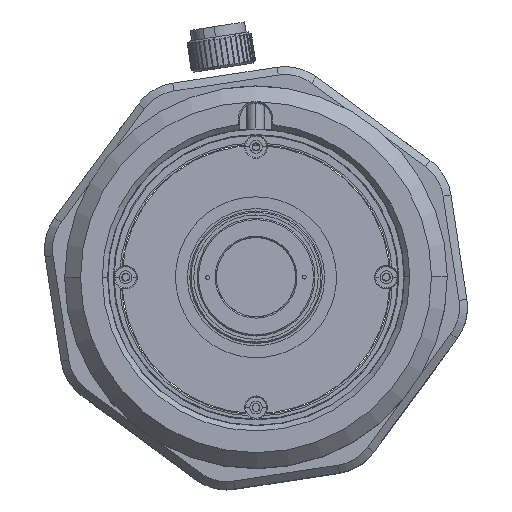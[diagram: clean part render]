
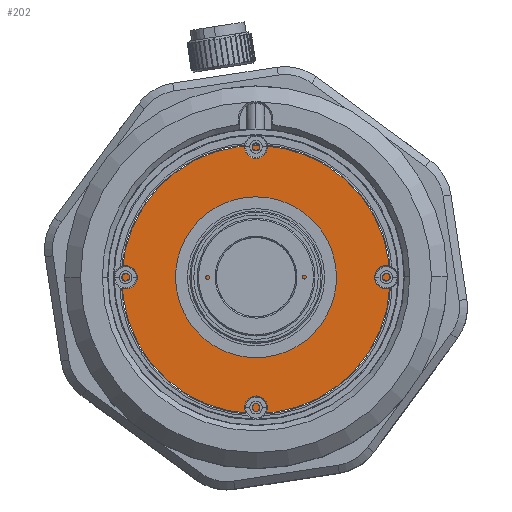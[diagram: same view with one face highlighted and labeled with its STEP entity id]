
A CAD part, top view. The second image highlights one B-rep face of the part: STEP entity #202.
In plain terms, the highlighted planar face has unit normal (0, 0, -1).
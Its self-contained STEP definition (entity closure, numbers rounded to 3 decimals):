
#145=CARTESIAN_POINT('',(0.,0.,-247.4));
#146=DIRECTION('',(0.,0.,-1.));
#147=DIRECTION('',(0.991,0.134,0.));
#148=AXIS2_PLACEMENT_3D('',#145,#146,#147);
#150=CARTESIAN_POINT('',(0.,0.,-247.4));
#151=DIRECTION('',(0.,0.,-1.));
#152=DIRECTION('',(-0.991,-0.134,0.));
#153=AXIS2_PLACEMENT_3D('',#150,#151,#152);
#159=CARTESIAN_POINT('',(25.17,3.413,-247.4));
#160=CARTESIAN_POINT('',(-25.17,-3.413,-247.4));
#161=VERTEX_POINT('',#159);
#162=VERTEX_POINT('',#160);
#193=CARTESIAN_POINT('',(0.,0.,-247.4));
#194=DIRECTION('',(0.,0.,1.));
#195=DIRECTION('',(0.991,0.134,0.));
#196=AXIS2_PLACEMENT_3D('',#193,#194,#195);
#197=PLANE('',#196);
#198=ORIENTED_EDGE('',*,*,#170,.F.);
#199=ORIENTED_EDGE('',*,*,#187,.F.);
#200=EDGE_LOOP('',(#198,#199));
#201=FACE_OUTER_BOUND('',#200,.F.);
#149=CIRCLE('',#148,25.4);
#154=CIRCLE('',#153,25.4);
#170=EDGE_CURVE('',#161,#162,#149,.T.);
#187=EDGE_CURVE('',#162,#161,#154,.T.);
#202=ADVANCED_FACE('',(#201),#197,.F.);
